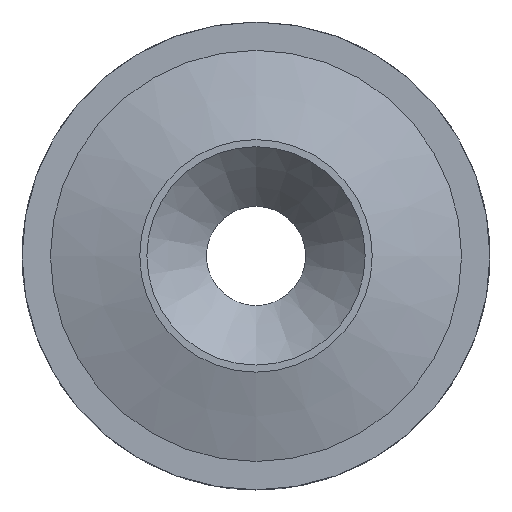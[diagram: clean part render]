
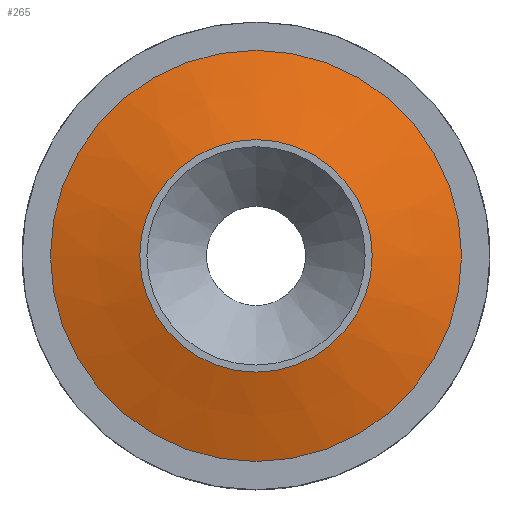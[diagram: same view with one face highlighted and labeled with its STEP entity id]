
A CAD part, top view. The second image highlights one B-rep face of the part: STEP entity #265.
In plain terms, the highlighted conical face has half-angle 72.387 degrees and reference radius 11.35 mm.
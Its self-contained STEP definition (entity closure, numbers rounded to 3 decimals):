
#16=CONICAL_SURFACE('',#303,11.35,1.263);
#30=CIRCLE('',#302,8.2);
#31=CIRCLE('',#304,14.5);
#45=FACE_OUTER_BOUND('',#62,.T.);
#62=EDGE_LOOP('',(#224,#225,#226,#227));
#88=LINE('',#454,#112);
#112=VECTOR('',#378,11.35);
#134=VERTEX_POINT('',#449);
#135=VERTEX_POINT('',#452);
#167=EDGE_CURVE('',#134,#134,#30,.T.);
#168=EDGE_CURVE('',#135,#135,#31,.T.);
#169=EDGE_CURVE('',#135,#134,#88,.T.);
#224=ORIENTED_EDGE('',*,*,#168,.F.);
#225=ORIENTED_EDGE('',*,*,#169,.T.);
#226=ORIENTED_EDGE('',*,*,#167,.T.);
#227=ORIENTED_EDGE('',*,*,#169,.F.);
#265=ADVANCED_FACE('',(#45),#16,.T.);
#302=AXIS2_PLACEMENT_3D('',#450,#372,#373);
#303=AXIS2_PLACEMENT_3D('',#451,#374,#375);
#304=AXIS2_PLACEMENT_3D('',#453,#376,#377);
#372=DIRECTION('center_axis',(0.,0.,-1.));
#373=DIRECTION('ref_axis',(1.,0.,0.));
#374=DIRECTION('center_axis',(0.,0.,-1.));
#375=DIRECTION('ref_axis',(0.,1.,0.));
#376=DIRECTION('center_axis',(0.,0.,-1.));
#377=DIRECTION('ref_axis',(1.,0.,0.));
#378=DIRECTION('',(0.,0.953,0.303));
#449=CARTESIAN_POINT('',(0.,-8.2,5.));
#450=CARTESIAN_POINT('Origin',(0.,0.,5.));
#451=CARTESIAN_POINT('Origin',(0.,0.,4.));
#452=CARTESIAN_POINT('',(0.,-14.5,3.));
#453=CARTESIAN_POINT('Origin',(0.,0.,3.));
#454=CARTESIAN_POINT('',(0.,-11.35,4.));
